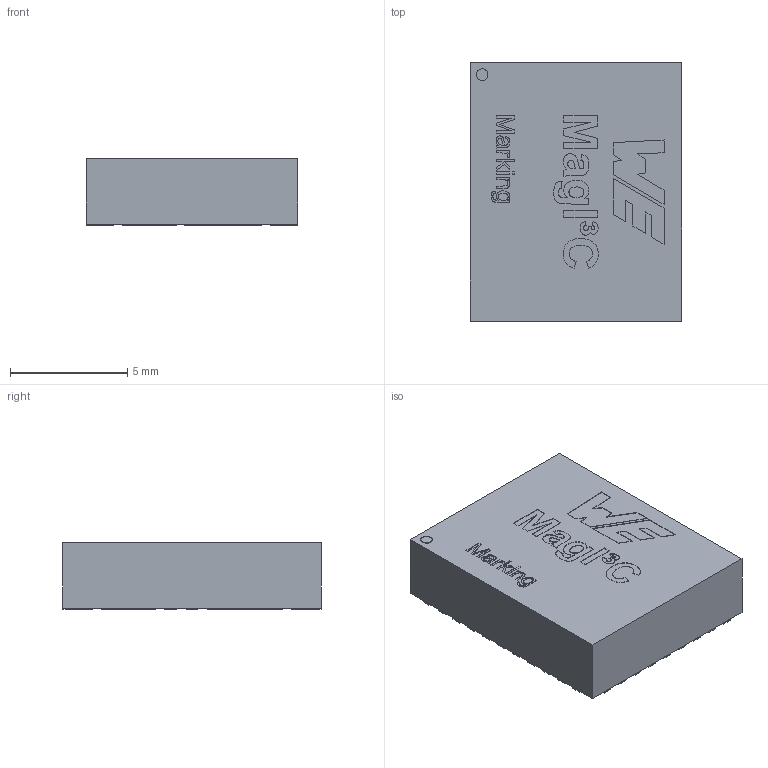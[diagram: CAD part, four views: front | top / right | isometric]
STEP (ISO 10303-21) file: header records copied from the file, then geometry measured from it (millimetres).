
FILE_DESCRIPTION(/* description */ ('Unknown'),/* implementation_level */ '2;1');
FILE_NAME(/* name */ 'U_Wurth_MagIC-VDRM-BQFN_1710x0302',/* time_stamp */ '2024-10-30T11:36:58+08:00',/* author */ ('Unknown'),/* organization */ ('Unknown'),/* preprocessor_version */ 'ST-DEVELOPER v16.7',/* originating_system */ 'Solid Edge',/* authorisation */ 'Unknown');
FILE_SCHEMA (('AUTOMOTIVE_DESIGN {1 0 10303 214 3 1 1}'));
Length unit declared in the file: millimetre
Products named in the file (2): U_Wurth_MagIC-VDRM-BQFN_1710x0302
Assembly tree (1 placements, depth 2):
  U_Wurth_MagIC-VDRM-BQFN_1710x0302
    U_Wurth_MagIC-VDRM-BQFN_1710x0302
Bounding box: 9 x 11 x 2.85 mm (x, y, z)
Volume: 278.5 mm3; surface area: 317.4 mm2
Topology: 1 solids, 1 shells, 718 faces, 2013 edges, 1342 vertices
Faces by surface type: plane 620, cylinder 69, bspline 29
Full cylindrical faces by diameter (mm): 0.5 x1
Entity records: 24068 total; most frequent: CARTESIAN_POINT 5560, ORIENTED_EDGE 4020, DIRECTION 3469, EDGE_CURVE 2010, LINE 1811, VECTOR 1811, VERTEX_POINT 1342, AXIS2_PLACEMENT_3D 829
